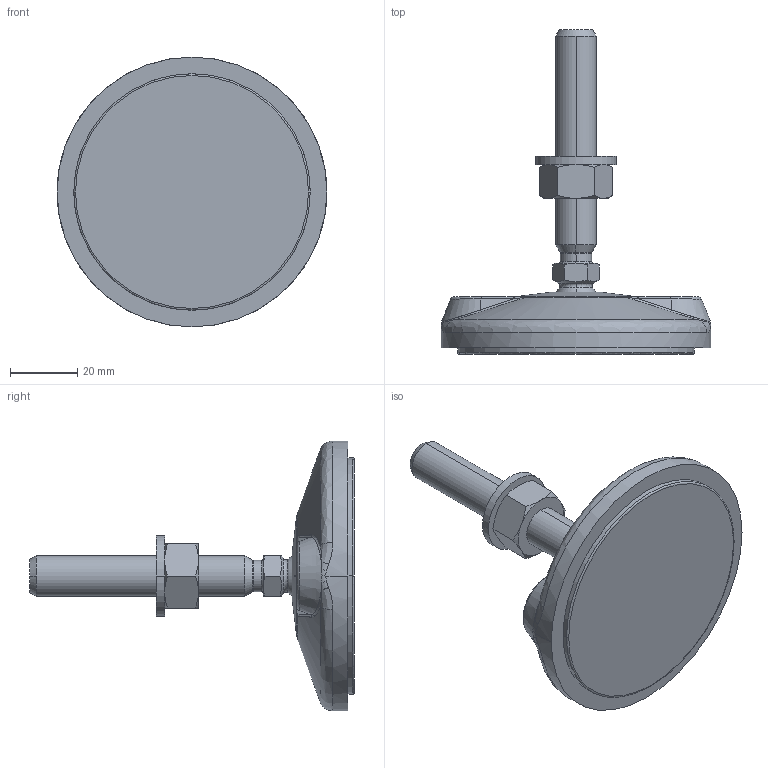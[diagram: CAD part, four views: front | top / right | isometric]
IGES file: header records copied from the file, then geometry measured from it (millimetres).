
Start section:  PTC IGES file: R0323656772.igs
Global section: file name: R0323656772.igs; native system: Pro/ENGINEER by Parametric Technology Corporation; preprocessor: 2005310; author: RCRU51; organization: Unknown; date: 090713.091415; units: millimetre
Bounding box: 80 x 96.2 x 80 mm (x, y, z)
Surface area: 17333 mm2 (no closed solid volume)
Topology: 0 solids, 0 shells, 155 faces, 686 edges, 686 vertices
Faces by surface type: revolution 78, bspline 77
